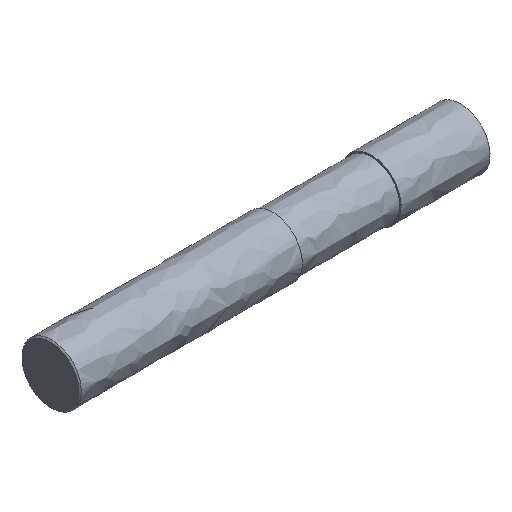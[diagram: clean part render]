
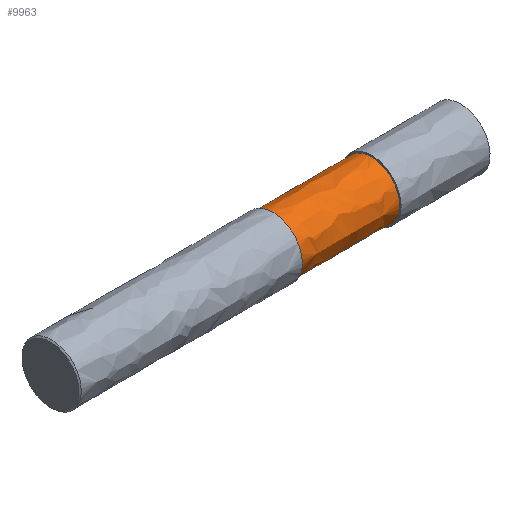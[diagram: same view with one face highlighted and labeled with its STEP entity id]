
A CAD part, isometric view. The second image highlights one B-rep face of the part: STEP entity #9963.
In plain terms, the highlighted free-form (B-spline) face has degree [5, 3] with [6, 4] control points.
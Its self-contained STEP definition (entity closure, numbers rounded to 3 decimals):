
#9868 = CARTESIAN_POINT ('', (-38., 5.7, 0.));
#9869 = VERTEX_POINT ('', #9868);
#9870 = CARTESIAN_POINT ('', (-38., 5.7, 0.));
#9871 = CARTESIAN_POINT ('', (-38., 5.7, -22.8));
#9872 = CARTESIAN_POINT ('', (-38., -17.1, -11.4));
#9873 = CARTESIAN_POINT ('', (-38., -17.1, 11.4));
#9874 = CARTESIAN_POINT ('', (-38., 5.7, 22.8));
#9875 = CARTESIAN_POINT ('', (-38., 5.7, 0.));
#9876 = (
   BOUNDED_CURVE ()
   B_SPLINE_CURVE (5, (#9870, #9871, #9872, #9873, #9874, #9875), .UNSPECIFIED., .T., .U.)
   B_SPLINE_CURVE_WITH_KNOTS ((6, 6), (0., 1.), .UNSPECIFIED.)
   CURVE ()
   GEOMETRIC_REPRESENTATION_ITEM ()
   RATIONAL_B_SPLINE_CURVE ((5., 1., 1., 1., 1., 5.))
   REPRESENTATION_ITEM ('')
);
#9877 = EDGE_CURVE ('', #9869, #9869, #9876, .T.);
#9916 = CARTESIAN_POINT ('', (-18., 5.7, 0.));
#9917 = VERTEX_POINT ('', #9916);
#9918 = CARTESIAN_POINT ('', (-18., 5.7, 0.));
#9919 = CARTESIAN_POINT ('', (-18., 5.7, -22.8));
#9920 = CARTESIAN_POINT ('', (-18., -17.1, -11.4));
#9921 = CARTESIAN_POINT ('', (-18., -17.1, 11.4));
#9922 = CARTESIAN_POINT ('', (-18., 5.7, 22.8));
#9923 = CARTESIAN_POINT ('', (-18., 5.7, 0.));
#9924 = (
   BOUNDED_CURVE ()
   B_SPLINE_CURVE (5, (#9918, #9919, #9920, #9921, #9922, #9923), .UNSPECIFIED., .T., .U.)
   B_SPLINE_CURVE_WITH_KNOTS ((6, 6), (0., 1.), .UNSPECIFIED.)
   CURVE ()
   GEOMETRIC_REPRESENTATION_ITEM ()
   RATIONAL_B_SPLINE_CURVE ((5., 1., 1., 1., 1., 5.))
   REPRESENTATION_ITEM ('')
);
#9925 = EDGE_CURVE ('', #9917, #9917, #9924, .T.);
#9926 = ORIENTED_EDGE ('', *, *, #9925, .T.);
#9927 = CARTESIAN_POINT ('', (-38., 5.7, 0.));
#9928 = CARTESIAN_POINT ('', (-31.333, 5.7, 0.));
#9929 = CARTESIAN_POINT ('', (-24.667, 5.7, 0.));
#9930 = CARTESIAN_POINT ('', (-18., 5.7, 0.));
#9931 = B_SPLINE_CURVE_WITH_KNOTS ('', 3, (#9927, #9928, #9929, #9930), .UNSPECIFIED., .F., .U., (4, 4), (0., 1.), .UNSPECIFIED.);
#9932 = EDGE_CURVE ('', #9869, #9917, #9931, .T.);
#9933 = ORIENTED_EDGE ('', *, *, #9932, .F.);
#9934 = ORIENTED_EDGE ('', *, *, #9877, .F.);
#9935 = ORIENTED_EDGE ('', *, *, #9932, .T.);
#9936 = EDGE_LOOP ('', (#9926, #9933, #9934, #9935));
#9937 = FACE_OUTER_BOUND ('', #9936, .T.);
#9938 = CARTESIAN_POINT ('', (-38., 5.7, 0.));
#9939 = CARTESIAN_POINT ('', (-31.333, 5.7, 0.));
#9940 = CARTESIAN_POINT ('', (-24.667, 5.7, 0.));
#9941 = CARTESIAN_POINT ('', (-18., 5.7, 0.));
#9942 = CARTESIAN_POINT ('', (-38., 5.7, 22.8));
#9943 = CARTESIAN_POINT ('', (-31.333, 5.7, 22.8));
#9944 = CARTESIAN_POINT ('', (-24.667, 5.7, 22.8));
#9945 = CARTESIAN_POINT ('', (-18., 5.7, 22.8));
#9946 = CARTESIAN_POINT ('', (-38., -17.1, 11.4));
#9947 = CARTESIAN_POINT ('', (-31.333, -17.1, 11.4));
#9948 = CARTESIAN_POINT ('', (-24.667, -17.1, 11.4));
#9949 = CARTESIAN_POINT ('', (-18., -17.1, 11.4));
#9950 = CARTESIAN_POINT ('', (-38., -17.1, -11.4));
#9951 = CARTESIAN_POINT ('', (-31.333, -17.1, -11.4));
#9952 = CARTESIAN_POINT ('', (-24.667, -17.1, -11.4));
#9953 = CARTESIAN_POINT ('', (-18., -17.1, -11.4));
#9954 = CARTESIAN_POINT ('', (-38., 5.7, -22.8));
#9955 = CARTESIAN_POINT ('', (-31.333, 5.7, -22.8));
#9956 = CARTESIAN_POINT ('', (-24.667, 5.7, -22.8));
#9957 = CARTESIAN_POINT ('', (-18., 5.7, -22.8));
#9958 = CARTESIAN_POINT ('', (-38., 5.7, 0.));
#9959 = CARTESIAN_POINT ('', (-31.333, 5.7, 0.));
#9960 = CARTESIAN_POINT ('', (-24.667, 5.7, 0.));
#9961 = CARTESIAN_POINT ('', (-18., 5.7, 0.));
#9962 = (
   BOUNDED_SURFACE ()
   B_SPLINE_SURFACE (5, 3, ((#9938, #9939, #9940, #9941), (#9942, #9943, #9944, #9945), (#9946, #9947, #9948, #9949), (#9950, #9951, #9952, #9953), (#9954, #9955, #9956, #9957), (#9958, #9959, #9960, #9961)), .UNSPECIFIED., .T., .F., .U.)
   B_SPLINE_SURFACE_WITH_KNOTS ((6, 6), (4, 4), (0., 1.), (0., 1.), .UNSPECIFIED.)
   SURFACE ()
   GEOMETRIC_REPRESENTATION_ITEM ()
   RATIONAL_B_SPLINE_SURFACE (((5., 5., 5., 5.), (1., 1., 1., 1.), (1., 1., 1., 1.), (1., 1., 1., 1.), (1., 1., 1., 1.), (5., 5., 5., 5.)))
   REPRESENTATION_ITEM ('')
);
#9963 = ADVANCED_FACE ('', (#9937), #9962, .T.);
